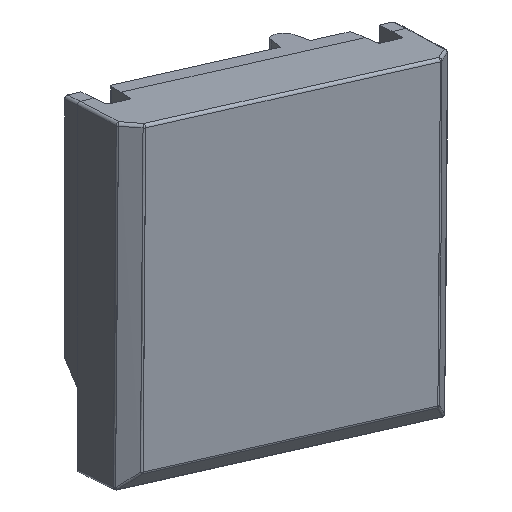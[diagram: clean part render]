
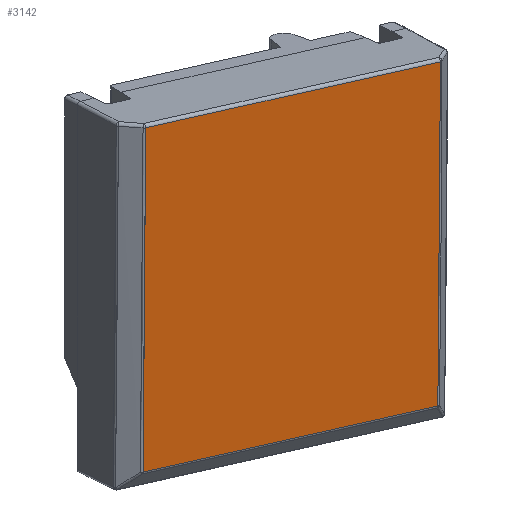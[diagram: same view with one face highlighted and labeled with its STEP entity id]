
A CAD part, top view. The second image highlights one B-rep face of the part: STEP entity #3142.
In plain terms, the highlighted cylindrical face has radius 835.15 mm (diameter 1670.3 mm), a partial arc.
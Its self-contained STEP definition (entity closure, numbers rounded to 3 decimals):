
#3101=CARTESIAN_POINT('Axis2P3D Location',(0.,0.132,834.75)) ;
#3107=CARTESIAN_POINT('Control Point',(-9.889,-0.443,-0.4)) ;
#3108=CARTESIAN_POINT('Control Point',(-9.889,-7.309,-0.395)) ;
#3109=CARTESIAN_POINT('Control Point',(-9.89,-14.176,-0.306)) ;
#3110=CARTESIAN_POINT('Control Point',(-9.891,-21.04,-0.132)) ;
#3111=CARTESIAN_POINT('Vertex',(-9.891,-21.04,-0.132)) ;
#3113=CARTESIAN_POINT('Vertex',(-9.889,-0.443,-0.4)) ;
#3116=CARTESIAN_POINT('Line Origine',(0.,-0.443,-0.4)) ;
#3120=CARTESIAN_POINT('Vertex',(9.889,-0.443,-0.4)) ;
#3124=CARTESIAN_POINT('Control Point',(9.889,-0.443,-0.4)) ;
#3125=CARTESIAN_POINT('Control Point',(9.889,-7.309,-0.395)) ;
#3126=CARTESIAN_POINT('Control Point',(9.89,-14.176,-0.306)) ;
#3127=CARTESIAN_POINT('Control Point',(9.891,-21.04,-0.132)) ;
#3128=CARTESIAN_POINT('Vertex',(9.891,-21.04,-0.132)) ;
#3131=CARTESIAN_POINT('Line Origine',(0.,-21.04,-0.132)) ;
#3102=DIRECTION('Axis2P3D Direction',(-1.,0.,0.)) ;
#3103=DIRECTION('Axis2P3D XDirection',(0.,0.,-1.)) ;
#3117=DIRECTION('Vector Direction',(-1.,0.,0.)) ;
#3132=DIRECTION('Vector Direction',(-1.,0.,0.)) ;
#3104=AXIS2_PLACEMENT_3D('Cylinder Axis2P3D',#3101,#3102,#3103) ;
#3137=ORIENTED_EDGE('',*,*,#3115,.T.) ;
#3138=ORIENTED_EDGE('',*,*,#3122,.T.) ;
#3139=ORIENTED_EDGE('',*,*,#3130,.T.) ;
#3140=ORIENTED_EDGE('',*,*,#3135,.T.) ;
#3118=VECTOR('Line Direction',#3117,1.) ;
#3133=VECTOR('Line Direction',#3132,1.) ;
#3142=ADVANCED_FACE('PartBody',(#3141),#3105,.T.) ;
#3106=B_SPLINE_CURVE_WITH_KNOTS('',3,(#3107,#3108,#3109,#3110),.UNSPECIFIED.,.F.,.U.,(4,4),(7.579,43.241),.UNSPECIFIED.) ;
#3123=B_SPLINE_CURVE_WITH_KNOTS('',3,(#3124,#3125,#3126,#3127),.UNSPECIFIED.,.F.,.U.,(4,4),(7.579,43.241),.UNSPECIFIED.) ;
#3105=CYLINDRICAL_SURFACE('generated cylinder',#3104,835.15) ;
#3115=EDGE_CURVE('',#3112,#3114,#3106,.F.) ;
#3122=EDGE_CURVE('',#3114,#3121,#3119,.F.) ;
#3130=EDGE_CURVE('',#3121,#3129,#3123,.T.) ;
#3135=EDGE_CURVE('',#3129,#3112,#3134,.T.) ;
#3136=EDGE_LOOP('',(#3137,#3138,#3139,#3140)) ;
#3141=FACE_OUTER_BOUND('',#3136,.T.) ;
#3119=LINE('Line',#3116,#3118) ;
#3134=LINE('Line',#3131,#3133) ;
#3112=VERTEX_POINT('',#3111) ;
#3114=VERTEX_POINT('',#3113) ;
#3121=VERTEX_POINT('',#3120) ;
#3129=VERTEX_POINT('',#3128) ;
